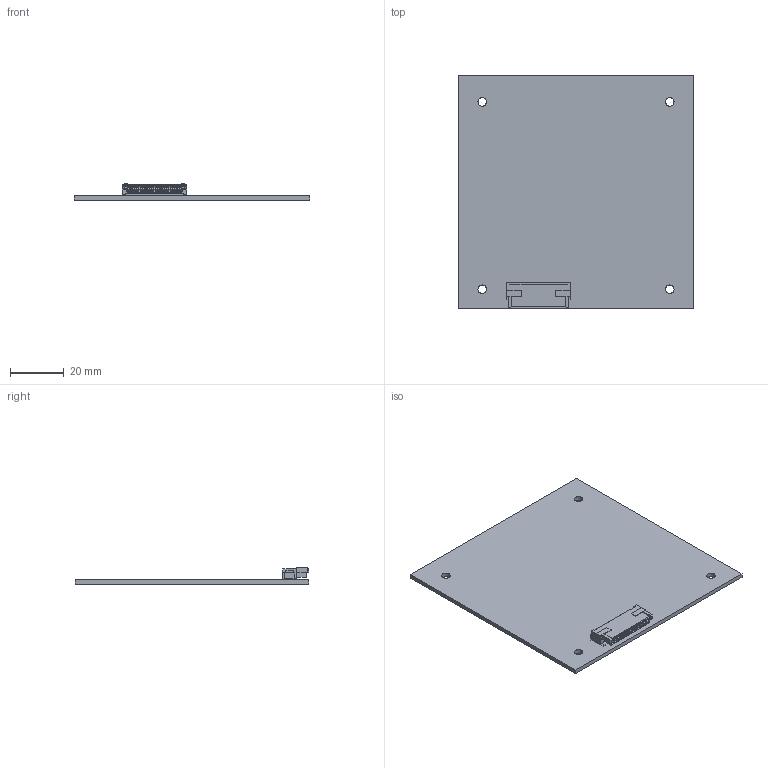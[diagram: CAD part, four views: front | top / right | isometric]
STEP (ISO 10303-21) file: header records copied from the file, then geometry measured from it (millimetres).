
FILE_DESCRIPTION(/* description */ (''),/* implementation_level */ '2;1');
FILE_NAME(/* name */ '03_Board_Empty.stp',/* time_stamp */ '2025-08-11T16:25:16+02:00',/* author */ (''),/* organization */ (''),/* preprocessor_version */ 'ST-DEVELOPER v20',/* originating_system */ 'SIEMENS PLM Software NX2412.1700',/* authorisation */ '');
FILE_SCHEMA (('AUTOMOTIVE_DESIGN { 1 0 10303 214 3 1 1 1 }'));
Length unit declared in the file: millimetre
Products named in the file (4): SOLID46_57682ID; COMPOUND89053_48531ID; 29425736; 03_Board_Empty
Assembly tree (3 placements, depth 3):
  03_Board_Empty
    29425736
      SOLID46_57682ID
    COMPOUND89053_48531ID
Bounding box: 88 x 87.34 x 6.05 mm (x, y, z)
Volume: 13160.5 mm3; surface area: 17232.4 mm2
Topology: 3 solids, 3 shells, 1302 faces, 3262 edges, 2031 vertices
Faces by surface type: plane 1118, cylinder 136, extrusion 39, cone 5, bspline 4
Full cylindrical faces by diameter (mm): 0.8 x2, 3.2 x4
Entity records: 47952 total; most frequent: CARTESIAN_POINT 8224, ORIENTED_EDGE 6524, DIRECTION 6004, EDGE_CURVE 3262, VECTOR 2926, LINE 2887, VERTEX_POINT 2031, AXIS2_PLACEMENT_3D 1539
